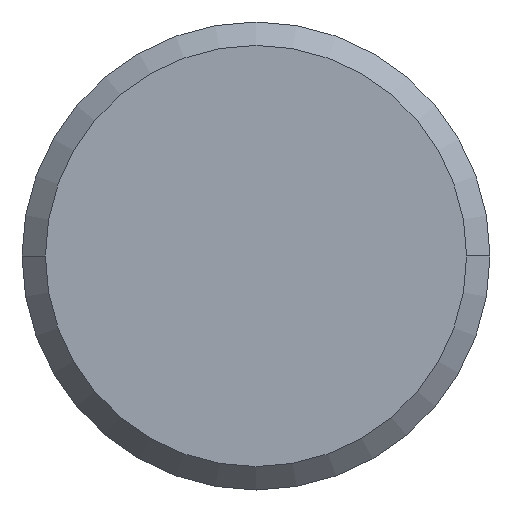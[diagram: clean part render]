
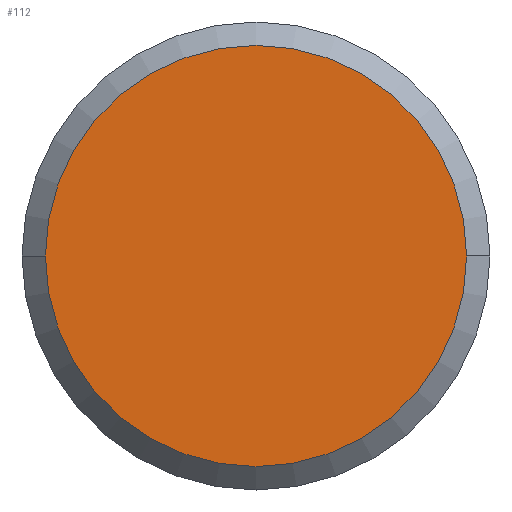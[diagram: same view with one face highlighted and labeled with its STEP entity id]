
A CAD part, left-side view. The second image highlights one B-rep face of the part: STEP entity #112.
In plain terms, the highlighted planar face has unit normal (-1, 0, 0).
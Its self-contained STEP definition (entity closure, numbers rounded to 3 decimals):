
#29 = CARTESIAN_POINT ( 'NONE',  ( -50., 0., 0. ) ) ;
#32 = PLANE ( 'NONE',  #217 ) ;
#62 = DIRECTION ( 'NONE',  ( -1., 0., 0. ) ) ;
#65 = AXIS2_PLACEMENT_3D ( 'NONE', #295, #124, #102 ) ;
#81 = ORIENTED_EDGE ( 'NONE', *, *, #360, .F. ) ;
#102 = DIRECTION ( 'NONE',  ( 0., 1., 0. ) ) ;
#112 = ADVANCED_FACE ( 'NONE', ( #306 ), #32, .T. ) ;
#124 = DIRECTION ( 'NONE',  ( 1., 0., 0. ) ) ;
#125 = CIRCLE ( 'NONE', #134, 4.5 ) ;
#134 = AXIS2_PLACEMENT_3D ( 'NONE', #29, #190, #364 ) ;
#145 = CARTESIAN_POINT ( 'NONE',  ( -50., -4.5, 0. ) ) ;
#190 = DIRECTION ( 'NONE',  ( 1., 0., 0. ) ) ;
#192 = CIRCLE ( 'NONE', #65, 4.5 ) ;
#196 = VERTEX_POINT ( 'NONE', #145 ) ;
#211 = ORIENTED_EDGE ( 'NONE', *, *, #288, .F. ) ;
#217 = AXIS2_PLACEMENT_3D ( 'NONE', #335, #62, #255 ) ;
#247 = CARTESIAN_POINT ( 'NONE',  ( -50., 4.5, 0. ) ) ;
#249 = EDGE_LOOP ( 'NONE', ( #211, #81 ) ) ;
#255 = DIRECTION ( 'NONE',  ( 0., -1., 0. ) ) ;
#288 = EDGE_CURVE ( 'NONE', #361, #196, #192, .T. ) ;
#295 = CARTESIAN_POINT ( 'NONE',  ( -50., 0., 0. ) ) ;
#306 = FACE_OUTER_BOUND ( 'NONE', #249, .T. ) ;
#335 = CARTESIAN_POINT ( 'NONE',  ( -50., 0., 0. ) ) ;
#360 = EDGE_CURVE ( 'NONE', #196, #361, #125, .T. ) ;
#361 = VERTEX_POINT ( 'NONE', #247 ) ;
#364 = DIRECTION ( 'NONE',  ( 0., 1., 0. ) ) ;
